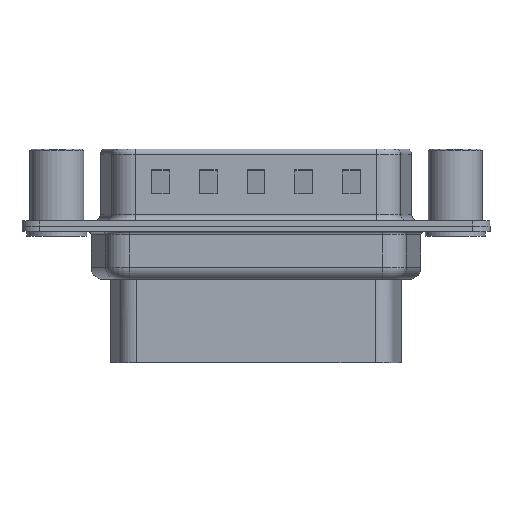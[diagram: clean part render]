
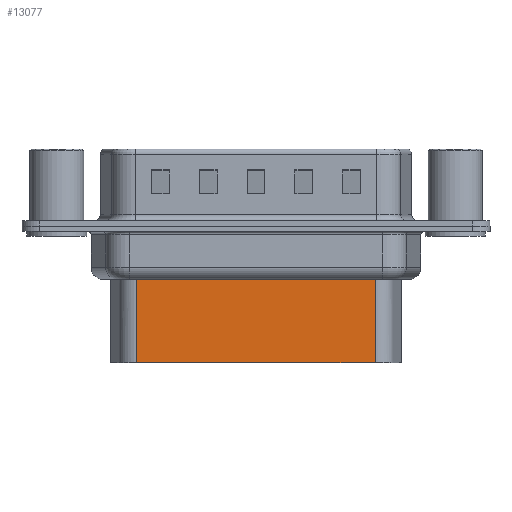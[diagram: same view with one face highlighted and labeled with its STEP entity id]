
A CAD part, front view. The second image highlights one B-rep face of the part: STEP entity #13077.
In plain terms, the highlighted planar face has unit normal (0, -1, 0).
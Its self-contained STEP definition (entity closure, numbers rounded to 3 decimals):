
#512 = CARTESIAN_POINT ( 'NONE',  ( 26.619, -3.5, -11.45 ) ) ;
#670 = VECTOR ( 'NONE', #4374, 1000. ) ;
#1033 = ORIENTED_EDGE ( 'NONE', *, *, #7429, .T. ) ;
#1357 = CARTESIAN_POINT ( 'NONE',  ( 6.681, -3.5, -11.45 ) ) ;
#1732 = CARTESIAN_POINT ( 'NONE',  ( 6.681, -3.5, -4.097 ) ) ;
#3146 = ORIENTED_EDGE ( 'NONE', *, *, #4546, .T. ) ;
#3167 = CARTESIAN_POINT ( 'NONE',  ( 6.434, -3.5, -4.097 ) ) ;
#3191 = ORIENTED_EDGE ( 'NONE', *, *, #10897, .F. ) ;
#3455 = LINE ( 'NONE', #1357, #10170 ) ;
#3769 = FACE_OUTER_BOUND ( 'NONE', #8245, .T. ) ;
#4087 = CARTESIAN_POINT ( 'NONE',  ( 6.681, -3.5, -3.1 ) ) ;
#4374 = DIRECTION ( 'NONE',  ( -1., 0., 0. ) ) ;
#4546 = EDGE_CURVE ( 'NONE', #12472, #6476, #8433, .T. ) ;
#4752 = LINE ( 'NONE', #10682, #10721 ) ;
#4851 = VERTEX_POINT ( 'NONE', #7584 ) ;
#6342 = DIRECTION ( 'NONE',  ( 0., 0., -1. ) ) ;
#6476 = VERTEX_POINT ( 'NONE', #12506 ) ;
#6490 = DIRECTION ( 'NONE',  ( 1., 0., 0. ) ) ;
#7049 = LINE ( 'NONE', #3167, #670 ) ;
#7349 = AXIS2_PLACEMENT_3D ( 'NONE', #4087, #13647, #6490 ) ;
#7429 = EDGE_CURVE ( 'NONE', #4851, #12472, #7049, .T. ) ;
#7584 = CARTESIAN_POINT ( 'NONE',  ( 26.619, -3.5, -4.097 ) ) ;
#8117 = CARTESIAN_POINT ( 'NONE',  ( 6.681, -3.5, -3.1 ) ) ;
#8245 = EDGE_LOOP ( 'NONE', ( #12253, #1033, #3146, #3191 ) ) ;
#8433 = LINE ( 'NONE', #8117, #11626 ) ;
#9487 = DIRECTION ( 'NONE',  ( 0., 0., -1. ) ) ;
#9709 = DIRECTION ( 'NONE',  ( -1., 0., 0. ) ) ;
#10170 = VECTOR ( 'NONE', #9709, 1000. ) ;
#10500 = EDGE_CURVE ( 'NONE', #4851, #15242, #4752, .T. ) ;
#10682 = CARTESIAN_POINT ( 'NONE',  ( 26.619, -3.5, -3.1 ) ) ;
#10721 = VECTOR ( 'NONE', #9487, 1000. ) ;
#10897 = EDGE_CURVE ( 'NONE', #15242, #6476, #3455, .T. ) ;
#11626 = VECTOR ( 'NONE', #6342, 1000. ) ;
#12253 = ORIENTED_EDGE ( 'NONE', *, *, #10500, .F. ) ;
#12442 = PLANE ( 'NONE',  #7349 ) ;
#12472 = VERTEX_POINT ( 'NONE', #1732 ) ;
#12506 = CARTESIAN_POINT ( 'NONE',  ( 6.681, -3.5, -11.45 ) ) ;
#13077 = ADVANCED_FACE ( 'NONE', ( #3769 ), #12442, .T. ) ;
#13647 = DIRECTION ( 'NONE',  ( 0., -1., 0. ) ) ;
#15242 = VERTEX_POINT ( 'NONE', #512 ) ;
